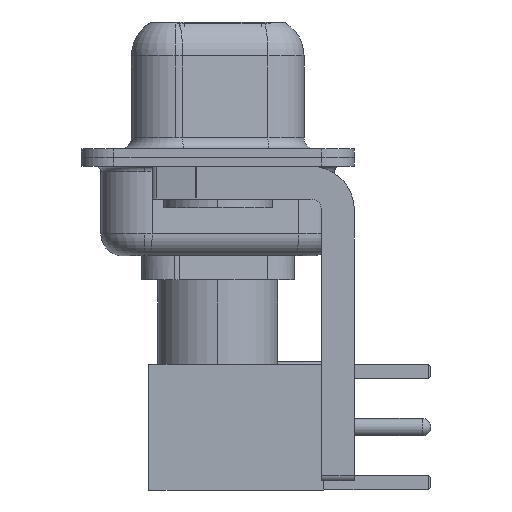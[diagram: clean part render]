
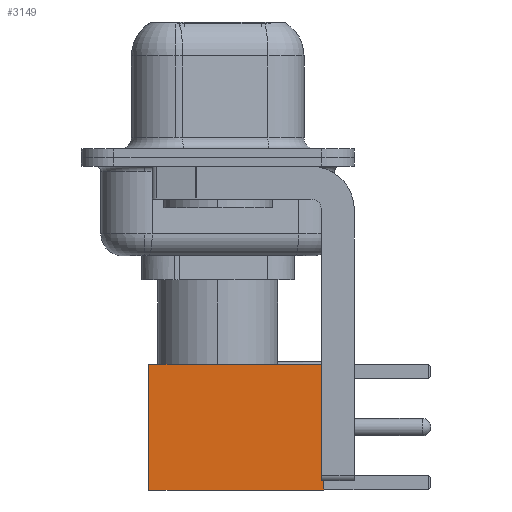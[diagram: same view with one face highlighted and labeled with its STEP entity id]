
A CAD part, left-side view. The second image highlights one B-rep face of the part: STEP entity #3149.
In plain terms, the highlighted face is planar.
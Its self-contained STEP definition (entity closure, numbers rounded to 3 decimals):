
#894 = LINE ( 'NONE', #16376, #8278 ) ;
#1200 = CARTESIAN_POINT ( 'NONE',  ( 2.875, 2.875, 8. ) ) ;
#2077 = AXIS2_PLACEMENT_3D ( 'NONE', #23171, #20252, #8485 ) ;
#2785 = VECTOR ( 'NONE', #3223, 1000. ) ;
#3098 = LINE ( 'NONE', #6790, #2785 ) ;
#3149 = ADVANCED_FACE ( 'NONE', ( #7745 ), #9640, .T. ) ;
#3223 = DIRECTION ( 'NONE',  ( -1., 0., 0. ) ) ;
#3911 = EDGE_CURVE ( 'NONE', #11523, #16439, #3098, .T. ) ;
#6011 = DIRECTION ( 'NONE',  ( 0., 0., -1. ) ) ;
#6020 = CARTESIAN_POINT ( 'NONE',  ( 0., 2.875, 8. ) ) ;
#6149 = CARTESIAN_POINT ( 'NONE',  ( -2.875, 2.875, 0. ) ) ;
#6790 = CARTESIAN_POINT ( 'NONE',  ( 0., 2.875, 0. ) ) ;
#7020 = VECTOR ( 'NONE', #7697, 1000. ) ;
#7171 = CARTESIAN_POINT ( 'NONE',  ( 2.875, 2.875, 0. ) ) ;
#7697 = DIRECTION ( 'NONE',  ( -1., 0., 0. ) ) ;
#7745 = FACE_OUTER_BOUND ( 'NONE', #19579, .T. ) ;
#8278 = VECTOR ( 'NONE', #24067, 1000. ) ;
#8356 = ORIENTED_EDGE ( 'NONE', *, *, #20556, .T. ) ;
#8485 = DIRECTION ( 'NONE',  ( 0., 0., 1. ) ) ;
#8871 = ORIENTED_EDGE ( 'NONE', *, *, #12277, .F. ) ;
#9640 = PLANE ( 'NONE',  #2077 ) ;
#11523 = VERTEX_POINT ( 'NONE', #7171 ) ;
#11729 = CARTESIAN_POINT ( 'NONE',  ( 2.875, 2.875, 0. ) ) ;
#12277 = EDGE_CURVE ( 'NONE', #12562, #16514, #21361, .T. ) ;
#12562 = VERTEX_POINT ( 'NONE', #1200 ) ;
#14710 = EDGE_CURVE ( 'NONE', #16514, #16439, #894, .T. ) ;
#16376 = CARTESIAN_POINT ( 'NONE',  ( -2.875, 2.875, 0. ) ) ;
#16439 = VERTEX_POINT ( 'NONE', #6149 ) ;
#16491 = VECTOR ( 'NONE', #6011, 1000. ) ;
#16514 = VERTEX_POINT ( 'NONE', #21978 ) ;
#17576 = LINE ( 'NONE', #11729, #16491 ) ;
#18782 = ORIENTED_EDGE ( 'NONE', *, *, #3911, .T. ) ;
#19579 = EDGE_LOOP ( 'NONE', ( #8356, #18782, #20620, #8871 ) ) ;
#20252 = DIRECTION ( 'NONE',  ( 0., 1., 0. ) ) ;
#20556 = EDGE_CURVE ( 'NONE', #12562, #11523, #17576, .T. ) ;
#20620 = ORIENTED_EDGE ( 'NONE', *, *, #14710, .F. ) ;
#21361 = LINE ( 'NONE', #6020, #7020 ) ;
#21978 = CARTESIAN_POINT ( 'NONE',  ( -2.875, 2.875, 8. ) ) ;
#23171 = CARTESIAN_POINT ( 'NONE',  ( 2.875, 2.875, 0. ) ) ;
#24067 = DIRECTION ( 'NONE',  ( 0., 0., -1. ) ) ;
